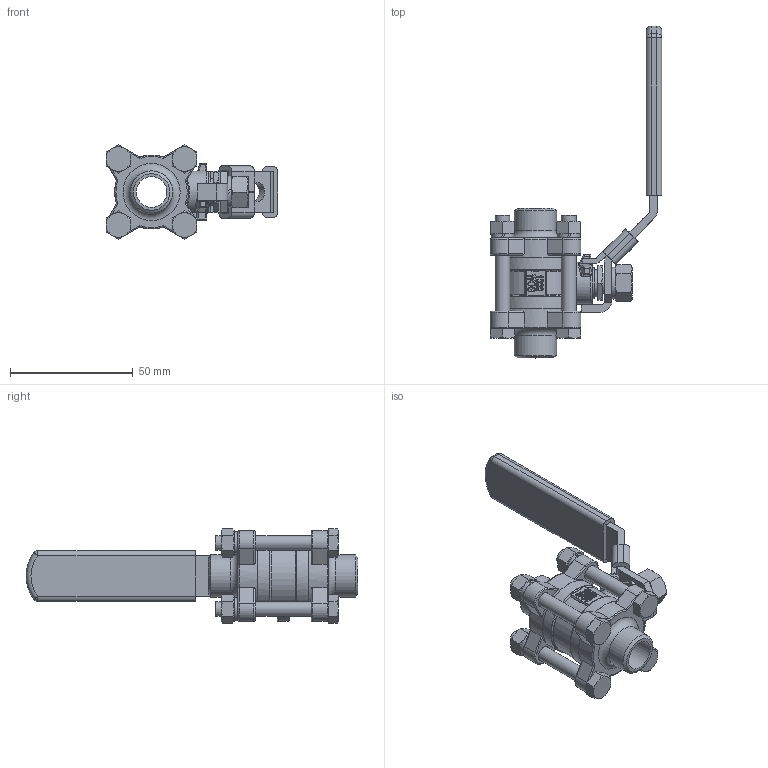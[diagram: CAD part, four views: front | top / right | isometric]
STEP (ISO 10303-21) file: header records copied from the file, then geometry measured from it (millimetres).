
FILE_DESCRIPTION(('STEP AP214'),'1');
FILE_NAME('3-8.stp','2020-09-04T01:38:38',(' '),(' '),'Spatial InterOp 3D',' ',' ');
FILE_SCHEMA(('AUTOMOTIVE_DESIGN { 1 0 10303 214 1 1 1 1 }'));
Length unit declared in the file: millimetre
Products named in the file (22): 3PC____ 3/8; 阀盖; 弹簧垫圈; 螺栓 ： 六角头 - M6.0 x 46.0; 螺母 ： 标准 - M6.0 x 5.2; 阀杆; 格兰; 加锁手柄; 手柄套; 螺母 ： 标准 - M8.0 x 6.8; 阀体
Assembly tree (21 placements, depth 2):
  3PC____ 3/8
    阀盖
    弹簧垫圈
    螺栓 ： 六角头 - M6.0 x 46.0
    螺母 ： 标准 - M6.0 x 5.2
    弹簧垫圈
    螺栓 ： 六角头 - M6.0 x 46.0
    螺母 ： 标准 - M6.0 x 5.2
    弹簧垫圈
    螺栓 ： 六角头 - M6.0 x 46.0
    螺母 ： 标准 - M6.0 x 5.2
    弹簧垫圈
    螺栓 ： 六角头 - M6.0 x 46.0
    螺母 ： 标准 - M6.0 x 5.2
    阀杆
    格兰
    加锁手柄
    手柄套
    螺母 ： 标准 - M8.0 x 6.8
    弹簧垫圈
    阀盖
    阀体
Bounding box: 69.73 x 134.96 x 38.42 mm (x, y, z)
Volume: 45792.4 mm3; surface area: 36976.3 mm2
Topology: 22 solids, 22 shells, 1351 faces, 3551 edges, 2250 vertices
Faces by surface type: plane 912, cylinder 176, cone 116, bspline 74, torus 51, sphere 22
Full cylindrical faces by diameter (mm): 6 x8, 6.2 x8, 6.5 x1, 7.5 x1, 8 x2, 8.5 x2, 8.68 x1, 10 x1, 11 x2, 11.326 x1, 12.5 x2, 12.7 x1, 12.88 x1, 17.2 x2, 23.3 x2, 26.8 x2, 30 x4
Entity records: 57705 total; most frequent: CARTESIAN_POINT 14443, ORIENTED_EDGE 6910, DIRECTION 6151, EDGE_CURVE 3455, LINE 2445, VECTOR 2445, VERTEX_POINT 2239, AXIS2_PLACEMENT_3D 1853
